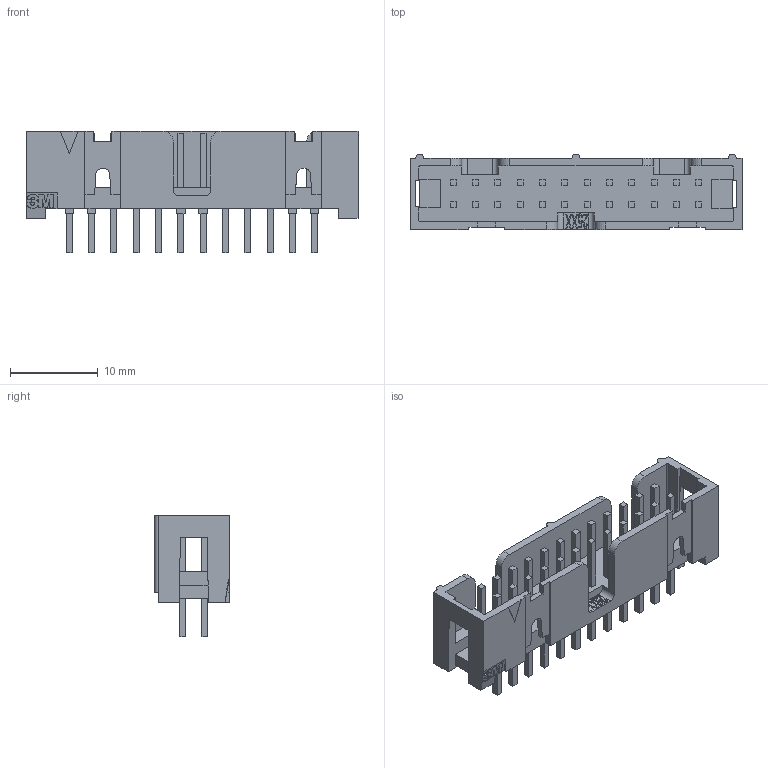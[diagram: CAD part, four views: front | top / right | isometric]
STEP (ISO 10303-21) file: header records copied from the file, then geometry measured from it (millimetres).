
FILE_DESCRIPTION((''),'2;1');
FILE_NAME('3M_N2524-6003RB.stp','2014-01-14T11:58:49',(''),(''),'Mechanical Desktop 2011','Mechanical Desktop 2011',', , ');
FILE_SCHEMA(('AUTOMOTIVE_DESIGN { 1 2 10303 214 1 1 1 1 }'));
Length unit declared in the file: millimetre
Products named in the file (1): Product
Bounding box: 37.8 x 8.64 x 13.85 mm (x, y, z)
Volume: 1206.3 mm3; surface area: 2684.8 mm2
Topology: 49 solids, 49 shells, 541 faces, 1287 edges, 854 vertices
Faces by surface type: plane 355, bspline 161, cylinder 25
Entity records: 15902 total; most frequent: CARTESIAN_POINT 3794, ORIENTED_EDGE 2574, DIRECTION 2065, EDGE_CURVE 1287, VECTOR 1203, LINE 1203, VERTEX_POINT 854, EDGE_LOOP 559
